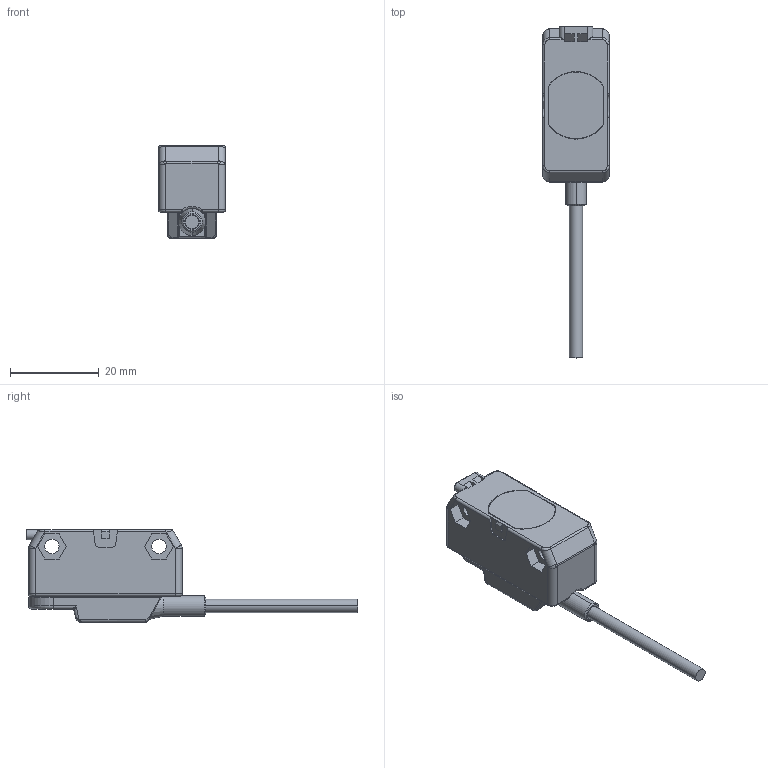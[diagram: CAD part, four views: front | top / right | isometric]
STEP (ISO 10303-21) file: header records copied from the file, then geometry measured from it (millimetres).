
FILE_DESCRIPTION((''),'2;1');
FILE_NAME('139462_SW','2008-05-07T',('banengservice'),('BANNER ENGINEERING'),'PRO/ENGINEER BY PARAMETRIC TECHNOLOGY CORPORATION, 2006170','PRO/ENGINEER BY PARAMETRIC TECHNOLOGY CORPORATION, 2006170','');
FILE_SCHEMA(('CONFIG_CONTROL_DESIGN'));
Length unit declared in the file: inch
Products named in the file (1): 139462_SW
Bounding box: 15 x 74.71 x 20.9 mm (x, y, z)
Volume: 5094.4 mm3; surface area: 7186.5 mm2
Topology: 2 solids, 2 shells, 625 faces, 1537 edges, 938 vertices
Faces by surface type: plane 300, cylinder 189, bspline 52, torus 50, cone 18, sphere 14, revolution 2
Entity records: 20543 total; most frequent: CARTESIAN_POINT 5978, ORIENTED_EDGE 3066, DIRECTION 2975, EDGE_CURVE 1533, AXIS2_PLACEMENT_3D 1025, VERTEX_POINT 938, VECTOR 923, LINE 923
